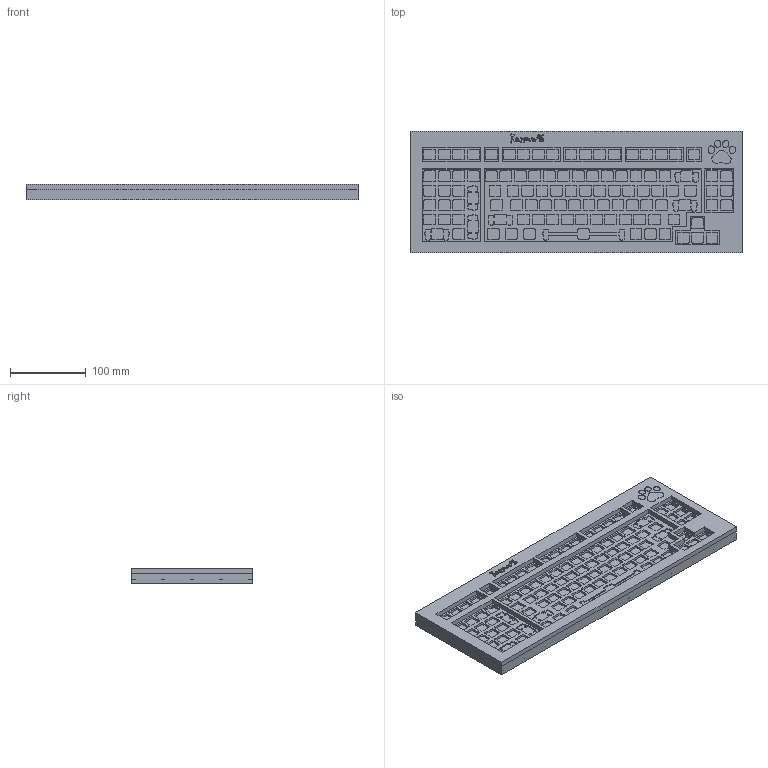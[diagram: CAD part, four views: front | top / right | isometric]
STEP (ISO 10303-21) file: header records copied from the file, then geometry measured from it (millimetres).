
FILE_DESCRIPTION(/* description */ ('STEP AP242','CAx-IF Rec.Pracs.---Representation and Presentation of Product Manufacturing Information (PMI)---4.0---2014-10-13','CAx-IF Rec.Pracs.---3D Tessellated Geometry---0.4---2014-09-14','2;1'),/* implementation_level */ '2;1');
FILE_NAME(/* name */ '688afbe82b679217b95b09cb',/* time_stamp */ '2025-07-31T05:15:22Z',/* author */ (''),/* organization */ (''),/* preprocessor_version */ 'ST-DEVELOPER v20',/* originating_system */ 'ONSHAPE BY PTC INC, 1.201',/* authorisation */ ' ');
FILE_SCHEMA (('AP242_MANAGED_MODEL_BASED_3D_ENGINEERING_MIM_LF { 1 0 10303 442 1 1 4 }'));
Length unit declared in the file: metre
Products named in the file (2): Top; Bottom
Bounding box: 437.1 x 160.4 x 20.39 mm (x, y, z)
Volume: 541962.3 mm3; surface area: 315909.6 mm2
Topology: 2 solids, 2 shells, 1840 faces, 5292 edges, 3548 vertices
Faces by surface type: plane 1672, cylinder 120, cone 30, bspline 18
Full cylindrical faces by diameter (mm): 2 x13, 3.2 x60, 5 x13, 5.65 x30
Entity records: 58992 total; most frequent: CARTESIAN_POINT 11294, ORIENTED_EDGE 10016, DIRECTION 8876, EDGE_CURVE 5008, LINE 4732, VECTOR 4732, VERTEX_POINT 3458, FACE_BOUND 2398
